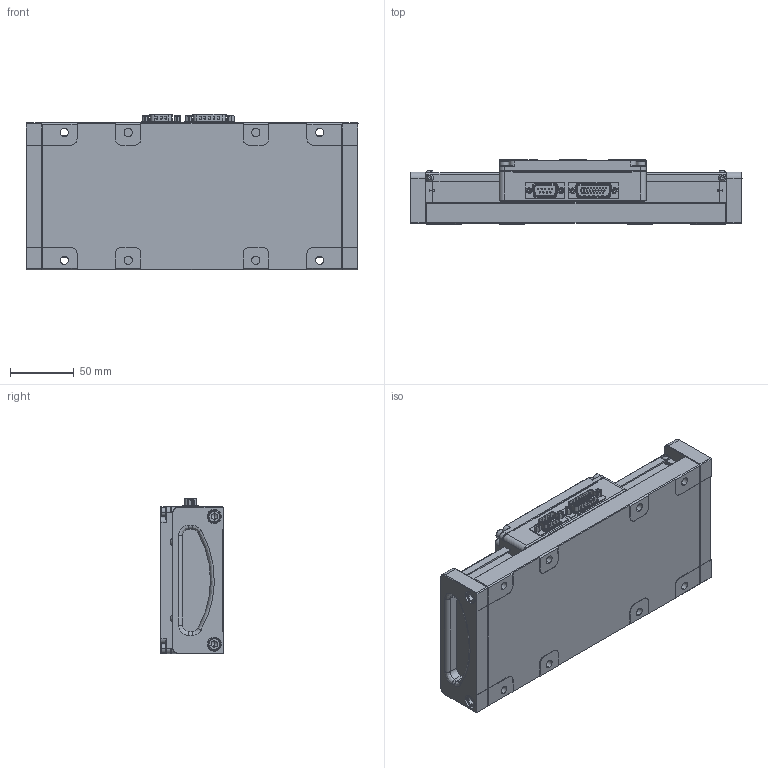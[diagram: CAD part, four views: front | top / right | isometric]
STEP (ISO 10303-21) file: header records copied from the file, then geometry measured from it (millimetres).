
FILE_DESCRIPTION (( 'STEP AP214' ), '1' );
FILE_NAME ('526667.STEP', '2022-04-13T10:00:44', ( '' ), ( '' ), 'SwSTEP 2.0', 'SolidWorks 2020', '' );
FILE_SCHEMA (( 'AUTOMOTIVE_DESIGN' ));
Length unit declared in the file: millimetre
Products named in the file (1): 526667
Bounding box: 260 x 50 x 121.8 mm (x, y, z)
Volume: 1196503.3 mm3; surface area: 131160.1 mm2
Topology: 5 solids, 41 shells, 2358 faces, 5669 edges, 3376 vertices
Faces by surface type: cylinder 901, plane 865, bspline 238, torus 154, cone 102, sphere 98
Entity records: 73450 total; most frequent: CARTESIAN_POINT 19822, DIRECTION 11604, ORIENTED_EDGE 10912, EDGE_CURVE 5456, AXIS2_PLACEMENT_3D 4411, VERTEX_POINT 3324, VECTOR 2782, LINE 2782
